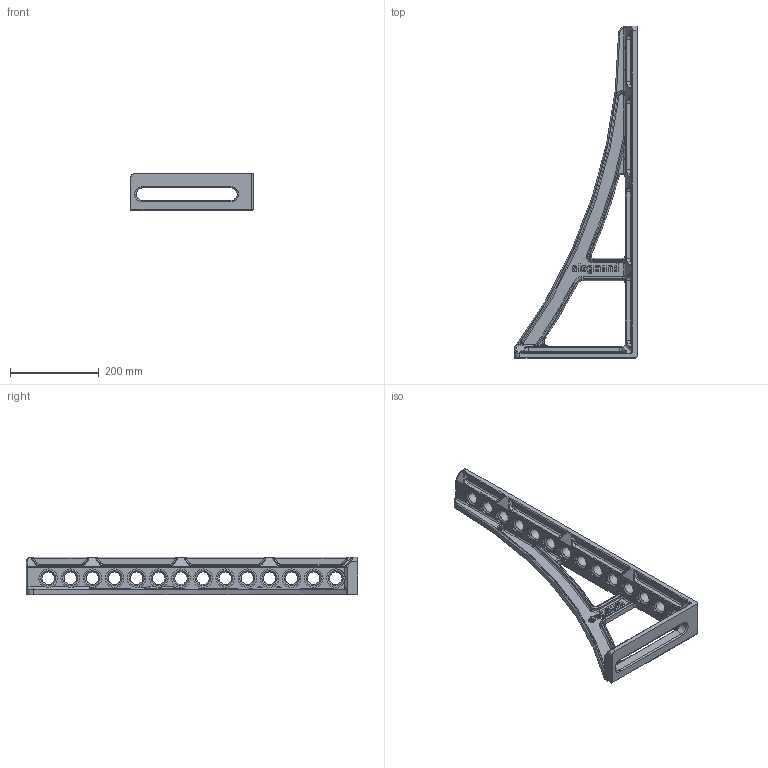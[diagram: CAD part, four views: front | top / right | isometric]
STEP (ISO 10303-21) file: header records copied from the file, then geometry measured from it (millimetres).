
FILE_DESCRIPTION (( 'STEP AP203' ), '1' );
FILE_NAME ('280166_750.step', '2014-08-11T18:20:26', ( 'User' ), ( '' ), 'SwSTEP 2.0', 'SolidWorks 2014', '' );
FILE_SCHEMA (( 'CONFIG_CONTROL_DESIGN' ));
Length unit declared in the file: millimetre
Products named in the file (1): 280166_750
Bounding box: 276 x 750 x 85 mm (x, y, z)
Volume: 1871419 mm3; surface area: 326249 mm2
Topology: 1 solids, 1 shells, 580 faces, 1487 edges, 913 vertices
Faces by surface type: cylinder 170, bspline 166, plane 130, torus 83, cone 28, sphere 3
Entity records: 22182 total; most frequent: CARTESIAN_POINT 8970, ORIENTED_EDGE 2944, DIRECTION 2487, EDGE_CURVE 1472, AXIS2_PLACEMENT_3D 942, VERTEX_POINT 913, EDGE_LOOP 633, LINE 603
